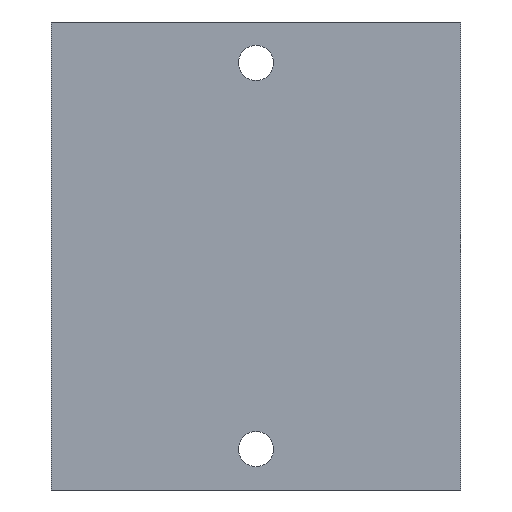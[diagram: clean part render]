
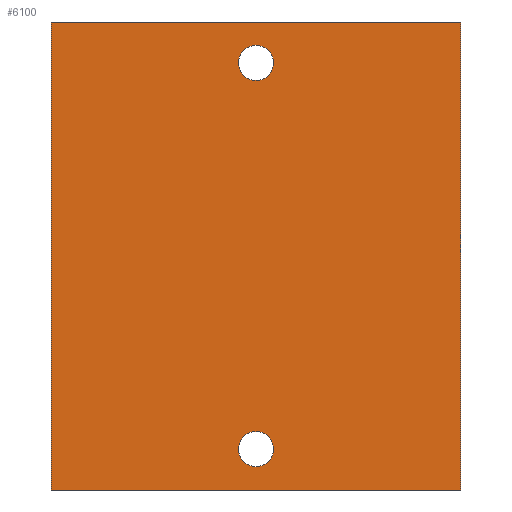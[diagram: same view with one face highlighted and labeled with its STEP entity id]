
A CAD part, front view. The second image highlights one B-rep face of the part: STEP entity #6100.
In plain terms, the highlighted planar face has unit normal (0, -1, 0).
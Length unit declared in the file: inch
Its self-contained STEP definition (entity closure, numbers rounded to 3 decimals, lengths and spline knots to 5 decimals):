
#15 = EDGE_CURVE ( 'NONE', #3365, #3060, #2742, .T. ) ;
#193 = LINE ( 'NONE', #3561, #4950 ) ;
#222 = VERTEX_POINT ( 'NONE', #5637 ) ;
#239 = AXIS2_PLACEMENT_3D ( 'NONE', #333, #5099, #6008 ) ;
#264 = CARTESIAN_POINT ( 'NONE',  ( 0., 0., 0.59055 ) ) ;
#333 = CARTESIAN_POINT ( 'NONE',  ( 0., 0., 0.64961 ) ) ;
#364 = FACE_BOUND ( 'NONE', #5121, .T. ) ;
#370 = EDGE_LOOP ( 'NONE', ( #3508, #1753 ) ) ;
#392 = PLANE ( 'NONE',  #4759 ) ;
#454 = DIRECTION ( 'NONE',  ( 0., 0., 1. ) ) ;
#458 = VECTOR ( 'NONE', #6032, 39.37008 ) ;
#479 = EDGE_CURVE ( 'NONE', #1910, #1080, #5791, .T. ) ;
#915 = CARTESIAN_POINT ( 'NONE',  ( 0., 0., 0. ) ) ;
#947 = AXIS2_PLACEMENT_3D ( 'NONE', #4143, #2225, #2193 ) ;
#1080 = VERTEX_POINT ( 'NONE', #5920 ) ;
#1193 = LINE ( 'NONE', #6000, #2453 ) ;
#1346 = CIRCLE ( 'NONE', #5337, 0.05906 ) ;
#1356 = DIRECTION ( 'NONE',  ( 0., -1., 0. ) ) ;
#1388 = FACE_BOUND ( 'NONE', #370, .T. ) ;
#1395 = EDGE_LOOP ( 'NONE', ( #2496, #4069, #2725, #2324 ) ) ;
#1415 = DIRECTION ( 'NONE',  ( 0., 1., 0. ) ) ;
#1539 = VERTEX_POINT ( 'NONE', #5623 ) ;
#1753 = ORIENTED_EDGE ( 'NONE', *, *, #4734, .T. ) ;
#1833 = EDGE_CURVE ( 'NONE', #1080, #4976, #193, .T. ) ;
#1910 = VERTEX_POINT ( 'NONE', #5874 ) ;
#1980 = EDGE_CURVE ( 'NONE', #1539, #3179, #5352, .T. ) ;
#2041 = AXIS2_PLACEMENT_3D ( 'NONE', #4744, #1415, #454 ) ;
#2186 = EDGE_CURVE ( 'NONE', #3060, #3365, #5854, .T. ) ;
#2193 = DIRECTION ( 'NONE',  ( 0., 0., 1. ) ) ;
#2225 = DIRECTION ( 'NONE',  ( 0., 1., 0. ) ) ;
#2226 = CARTESIAN_POINT ( 'NONE',  ( 0., 0., -0.59055 ) ) ;
#2263 = DIRECTION ( 'NONE',  ( 0., 0., -1. ) ) ;
#2324 = ORIENTED_EDGE ( 'NONE', *, *, #1833, .F. ) ;
#2453 = VECTOR ( 'NONE', #3471, 39.37008 ) ;
#2496 = ORIENTED_EDGE ( 'NONE', *, *, #479, .F. ) ;
#2579 = DIRECTION ( 'NONE',  ( -1., 0., 0. ) ) ;
#2582 = DIRECTION ( 'NONE',  ( 0., 1., 0. ) ) ;
#2725 = ORIENTED_EDGE ( 'NONE', *, *, #4229, .F. ) ;
#2742 = CIRCLE ( 'NONE', #239, 0.05906 ) ;
#3060 = VERTEX_POINT ( 'NONE', #264 ) ;
#3078 = DIRECTION ( 'NONE',  ( 0., 0., -1. ) ) ;
#3121 = CARTESIAN_POINT ( 'NONE',  ( -0.68898, 0., 0.7874 ) ) ;
#3179 = VERTEX_POINT ( 'NONE', #2226 ) ;
#3365 = VERTEX_POINT ( 'NONE', #5302 ) ;
#3471 = DIRECTION ( 'NONE',  ( 1., 0., 0. ) ) ;
#3508 = ORIENTED_EDGE ( 'NONE', *, *, #1980, .T. ) ;
#3561 = CARTESIAN_POINT ( 'NONE',  ( -0.68898, 0., -0.7874 ) ) ;
#4069 = ORIENTED_EDGE ( 'NONE', *, *, #4803, .F. ) ;
#4090 = CARTESIAN_POINT ( 'NONE',  ( 0., 0., -0.64961 ) ) ;
#4143 = CARTESIAN_POINT ( 'NONE',  ( 0., 0., -0.64961 ) ) ;
#4149 = VECTOR ( 'NONE', #3078, 39.37008 ) ;
#4229 = EDGE_CURVE ( 'NONE', #4976, #222, #6067, .T. ) ;
#4337 = CARTESIAN_POINT ( 'NONE',  ( 0.68898, 0., 0.7874 ) ) ;
#4457 = ORIENTED_EDGE ( 'NONE', *, *, #2186, .T. ) ;
#4734 = EDGE_CURVE ( 'NONE', #3179, #1539, #1346, .T. ) ;
#4744 = CARTESIAN_POINT ( 'NONE',  ( 0., 0., 0.64961 ) ) ;
#4759 = AXIS2_PLACEMENT_3D ( 'NONE', #915, #1356, #2263 ) ;
#4803 = EDGE_CURVE ( 'NONE', #222, #1910, #1193, .T. ) ;
#4950 = VECTOR ( 'NONE', #2579, 39.37008 ) ;
#4976 = VERTEX_POINT ( 'NONE', #5278 ) ;
#5026 = DIRECTION ( 'NONE',  ( 0., 0., 1. ) ) ;
#5099 = DIRECTION ( 'NONE',  ( 0., 1., 0. ) ) ;
#5120 = FACE_OUTER_BOUND ( 'NONE', #1395, .T. ) ;
#5121 = EDGE_LOOP ( 'NONE', ( #4457, #5955 ) ) ;
#5278 = CARTESIAN_POINT ( 'NONE',  ( -0.68898, 0., -0.7874 ) ) ;
#5302 = CARTESIAN_POINT ( 'NONE',  ( 0., 0., 0.70866 ) ) ;
#5337 = AXIS2_PLACEMENT_3D ( 'NONE', #4090, #2582, #5026 ) ;
#5352 = CIRCLE ( 'NONE', #947, 0.05906 ) ;
#5623 = CARTESIAN_POINT ( 'NONE',  ( 0., 0., -0.70866 ) ) ;
#5637 = CARTESIAN_POINT ( 'NONE',  ( -0.68898, 0., 0.7874 ) ) ;
#5791 = LINE ( 'NONE', #4337, #4149 ) ;
#5854 = CIRCLE ( 'NONE', #2041, 0.05906 ) ;
#5874 = CARTESIAN_POINT ( 'NONE',  ( 0.68898, 0., 0.7874 ) ) ;
#5920 = CARTESIAN_POINT ( 'NONE',  ( 0.68898, 0., -0.7874 ) ) ;
#5955 = ORIENTED_EDGE ( 'NONE', *, *, #15, .T. ) ;
#6000 = CARTESIAN_POINT ( 'NONE',  ( -0.68898, 0., 0.7874 ) ) ;
#6008 = DIRECTION ( 'NONE',  ( 0., 0., 1. ) ) ;
#6032 = DIRECTION ( 'NONE',  ( 0., 0., 1. ) ) ;
#6067 = LINE ( 'NONE', #3121, #458 ) ;
#6100 = ADVANCED_FACE ( 'NONE', ( #1388, #5120, #364 ), #392, .T. ) ;
